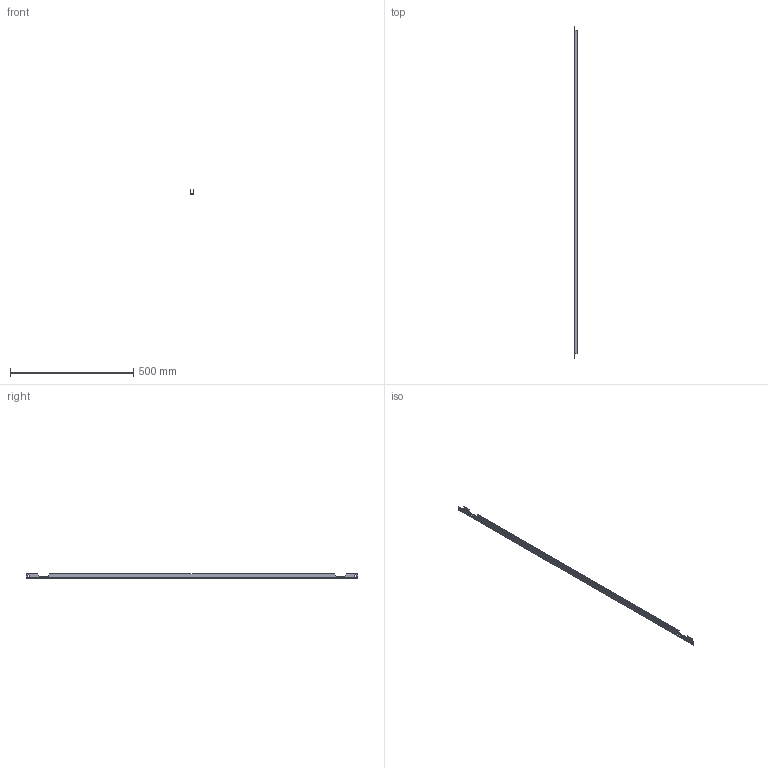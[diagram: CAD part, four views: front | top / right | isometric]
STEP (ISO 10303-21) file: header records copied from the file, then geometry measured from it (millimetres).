
FILE_DESCRIPTION (( 'STEP AP203' ), '1' );
FILE_NAME ('1400 R5S140.step', '2011-10-28T13:40:36', ( 'User' ), ( 'DKC' ), 'SwSTEP 2.0', 'SolidWorks 2011', '' );
FILE_SCHEMA (( 'CONFIG_CONTROL_DESIGN' ));
Length unit declared in the file: millimetre
Products named in the file (1): 1400 R5S140
Bounding box: 15.5 x 1345 x 17 mm (x, y, z)
Volume: 84652.2 mm3; surface area: 118108.4 mm2
Topology: 1 solids, 1 shells, 148 faces, 424 edges, 278 vertices
Faces by surface type: cylinder 110, plane 38
Entity records: 5215 total; most frequent: DIRECTION 944, CARTESIAN_POINT 851, ORIENTED_EDGE 848, EDGE_CURVE 424, AXIS2_PLACEMENT_3D 371, VERTEX_POINT 278, EDGE_LOOP 248, CIRCLE 222
